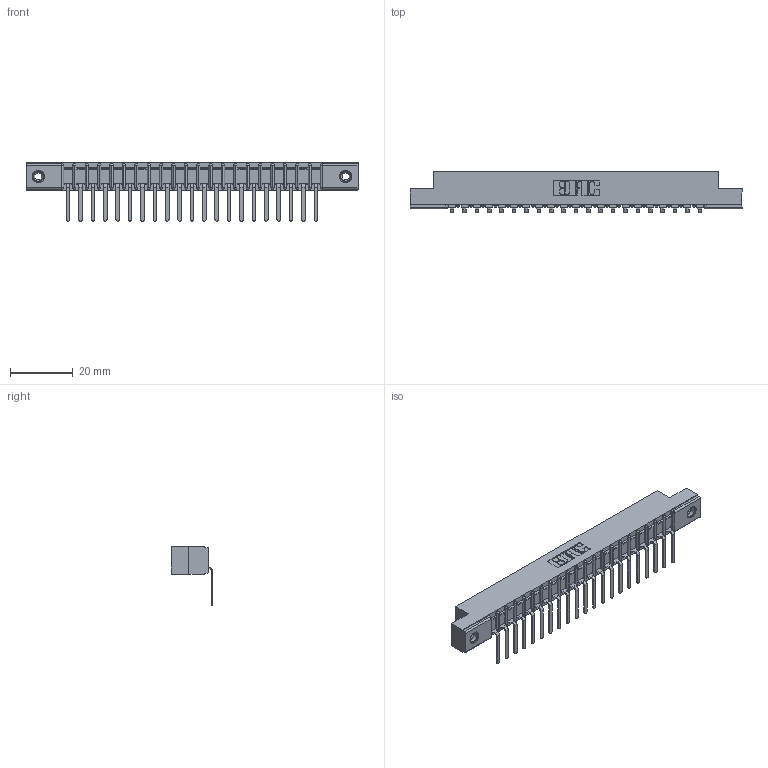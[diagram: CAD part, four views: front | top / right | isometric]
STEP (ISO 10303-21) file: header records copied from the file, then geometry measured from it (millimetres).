
FILE_DESCRIPTION (( 'STEP AP203' ), '1' );
FILE_NAME ('307-021-557-108.STEP', '2018-08-04T02:59:54', ( '' ), ( '' ), 'SwSTEP 2.0', 'SolidWorks 2016', '' );
FILE_SCHEMA (( 'CONFIG_CONTROL_DESIGN' ));
Length unit declared in the file: inch
Products named in the file (4): 307 Part_.156 Dia Mounting Holes; 307-290-002_557; 345-250-001_345-250-003-102; 307-021-557-108
Assembly tree (24 placements, depth 2):
  307-021-557-108
    307 Part_.156 Dia Mounting Holes
    307-290-002_557  x21
    345-250-001_345-250-003-102  x2
Bounding box: 106.22 x 13.32 x 18.67 mm (x, y, z)
Volume: 7049.3 mm3; surface area: 13132.4 mm2
Topology: 24 solids, 24 shells, 1838 faces, 5541 edges, 3612 vertices
Faces by surface type: plane 1089, cylinder 689, sphere 44, cone 12, torus 4
Entity records: 22631 total; most frequent: CARTESIAN_POINT 3795, ORIENTED_EDGE 3778, DIRECTION 3707, EDGE_CURVE 1889, VECTOR 1435, LINE 1435, VERTEX_POINT 1224, AXIS2_PLACEMENT_3D 1136
